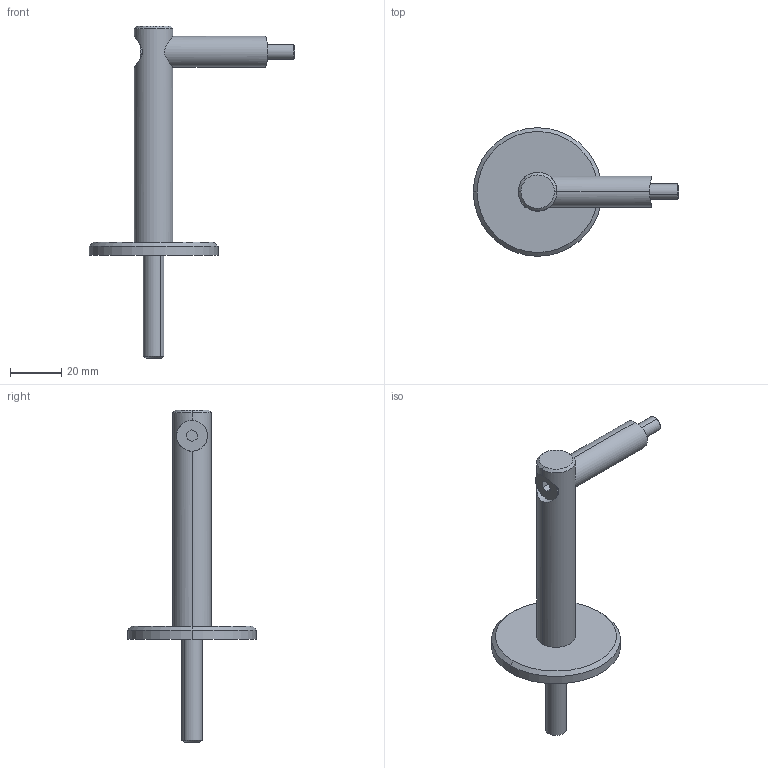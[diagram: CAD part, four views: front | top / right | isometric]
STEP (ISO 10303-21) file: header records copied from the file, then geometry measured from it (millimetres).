
FILE_DESCRIPTION (( 'STEP AP203' ), '1' );
FILE_NAME ('A_0134-042.STEP', '2018-12-12T06:51:40', ( '' ), ( '' ), 'SwSTEP 2.0', 'SolidWorks 2018', '' );
FILE_SCHEMA (( 'CONFIG_CONTROL_DESIGN' ));
Length unit declared in the file: millimetre
Products named in the file (6): A_0134-042.P2; A_0134-042.P3; A_0134-042; Skrutka DIN 7991_Skrutka M 6x 60; SKRUTKA DIN 913_SKRUTKA M 8x80; A_0134-042.P1
Assembly tree (5 placements, depth 2):
  A_0134-042
    A_0134-042.P1
    A_0134-042.P2
    SKRUTKA DIN 913_SKRUTKA M 8x80
    A_0134-042.P3
    Skrutka DIN 7991_Skrutka M 6x 60
Bounding box: 79.78 x 50 x 129 mm (x, y, z)
Volume: 29301.7 mm3; surface area: 16401.1 mm2
Topology: 5 solids, 5 shells, 72 faces, 153 edges, 91 vertices
Faces by surface type: cylinder 29, plane 25, cone 18
Entity records: 2859 total; most frequent: CARTESIAN_POINT 656, DIRECTION 359, ORIENTED_EDGE 302, EDGE_CURVE 151, AXIS2_PLACEMENT_3D 138, VERTEX_POINT 91, VECTOR 83, LINE 83
